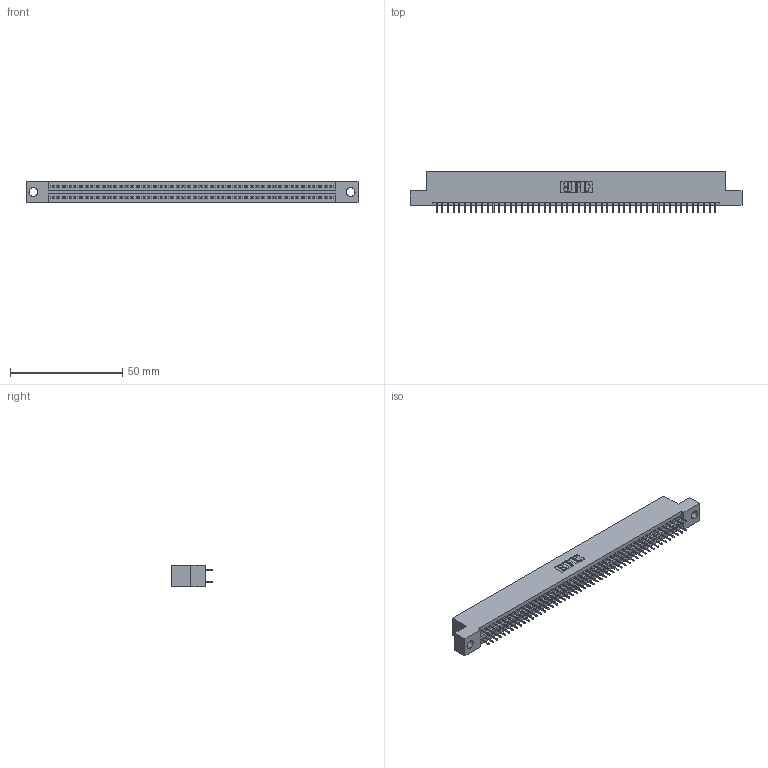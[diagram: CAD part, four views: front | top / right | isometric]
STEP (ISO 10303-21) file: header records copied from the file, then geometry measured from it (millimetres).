
FILE_DESCRIPTION (( 'STEP AP203' ), '1' );
FILE_NAME ('845-100-525-204.STEP', '2020-09-24T04:42:08', ( '' ), ( '' ), 'SwSTEP 2.0', 'SolidWorks 2020', '' );
FILE_SCHEMA (( 'CONFIG_CONTROL_DESIGN' ));
Length unit declared in the file: inch
Products named in the file (3): 845 Part_Flush Mounting Lugs - 0.156 Dia-TH; 345-292-001_345-293-125; 845-100-525-204
Assembly tree (101 placements, depth 2):
  845-100-525-204
    845 Part_Flush Mounting Lugs - 0.156 Dia-TH
    345-292-001_345-293-125  x100
Bounding box: 148.21 x 18.72 x 9.4 mm (x, y, z)
Volume: 14219 mm3; surface area: 20492.1 mm2
Topology: 101 solids, 101 shells, 5526 faces, 15641 edges, 10026 vertices
Faces by surface type: plane 3980, cylinder 1546
Entity records: 38231 total; most frequent: CARTESIAN_POINT 6400, ORIENTED_EDGE 6334, DIRECTION 5635, EDGE_CURVE 3167, LINE 2839, VECTOR 2839, VERTEX_POINT 2106, AXIS2_PLACEMENT_3D 1398
